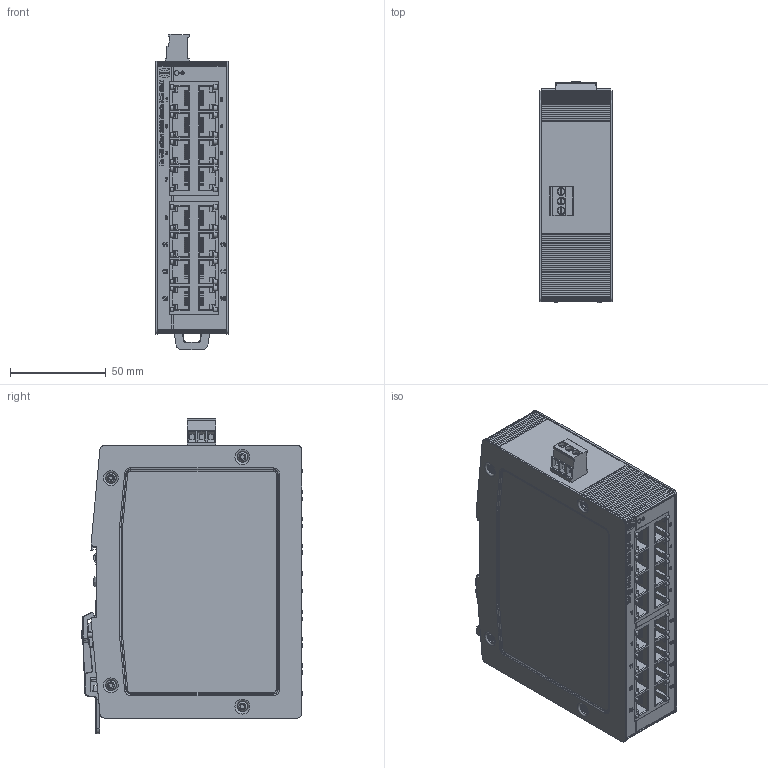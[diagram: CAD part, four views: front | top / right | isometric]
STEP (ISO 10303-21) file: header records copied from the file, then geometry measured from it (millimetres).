
FILE_DESCRIPTION(/* description */ (''),/* implementation_level */ '2;1');
FILE_NAME(/* name */ '100647982ugm000_b.stp',/* time_stamp */ '2016-10-20T13:37:50+02:00',/* author */ (''),/* organization */ (''),/* preprocessor_version */ 'ST-DEVELOPER v16',/* originating_system */ 'SIEMENS PLM Software NX 10.0',/* authorisation */ '');
FILE_SCHEMA (('AUTOMOTIVE_DESIGN { 1 0 10303 214 3 1 1 1 }'));
Products named in the file (1): 100647982ugm000_b
Bounding box: 38 x 115.27 x 164.4 mm (x, y, z)
Volume: 546666.4 mm3; surface area: 66860.2 mm2
Topology: 1 solids, 1 shells, 4026 faces, 10149 edges, 6292 vertices
Faces by surface type: plane 2294, cylinder 937, extrusion 617, bspline 99, torus 53, cone 23, sphere 2, revolution 1
Full cylindrical faces by diameter (mm): 0.335 x1, 0.492 x1, 2.8 x1, 3 x1, 4 x3, 5.3 x5, 6.4 x1
Entity records: 161948 total; most frequent: CARTESIAN_POINT 40838, ORIENTED_EDGE 20140, DIRECTION 17531, EDGE_CURVE 10070, VECTOR 7392, LINE 6775, VERTEX_POINT 6275, AXIS2_PLACEMENT_3D 5069
